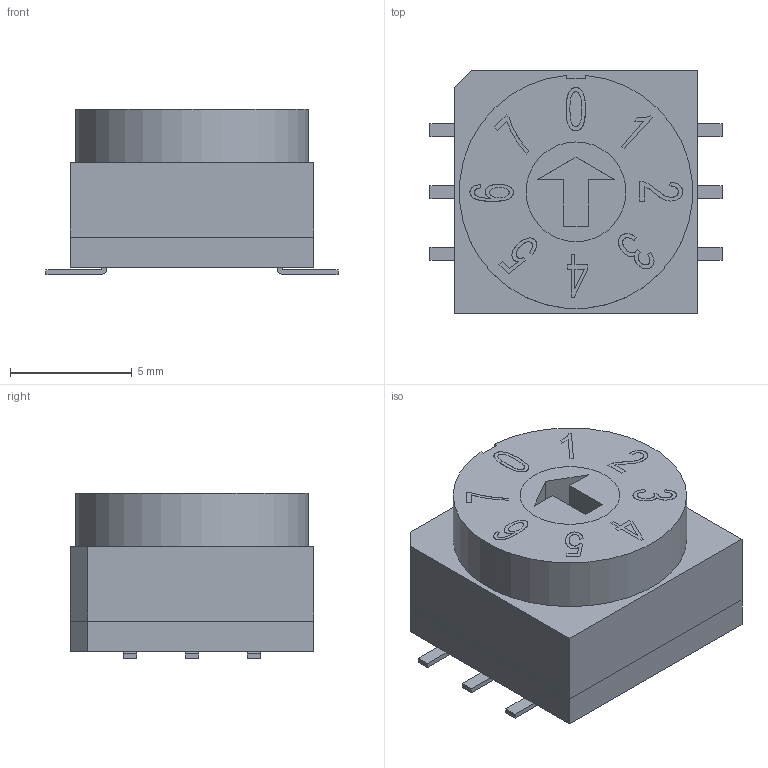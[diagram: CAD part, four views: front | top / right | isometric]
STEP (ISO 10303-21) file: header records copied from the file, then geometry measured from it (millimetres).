
FILE_DESCRIPTION(/* description */ (''),/* implementation_level */ '2;1');
FILE_NAME(/* name */ 'RDTAx08S1x.stp',/* time_stamp */ '2025-06-03T11:01:50-05:00',/* author */ ('mroman'),/* organization */ (''),/* preprocessor_version */ 'ST-DEVELOPER v18.1',/* originating_system */ 'Autodesk Inventor 2022',/* authorisation */ '');
FILE_SCHEMA (('AUTOMOTIVE_DESIGN { 1 0 10303 214 3 1 1 }'));
Length unit declared in the file: centimetre
Products named in the file (1): RDTAx08S1x
Bounding box: 12 x 10 x 6.8 mm (x, y, z)
Volume: 581.6 mm3; surface area: 484.2 mm2
Topology: 1 solids, 1 shells, 181 faces, 473 edges, 314 vertices
Faces by surface type: plane 112, bspline 56, cylinder 13
Entity records: 5809 total; most frequent: CARTESIAN_POINT 1673, ORIENTED_EDGE 946, DIRECTION 640, EDGE_CURVE 473, LINE 334, VECTOR 334, VERTEX_POINT 314, EDGE_LOOP 201
